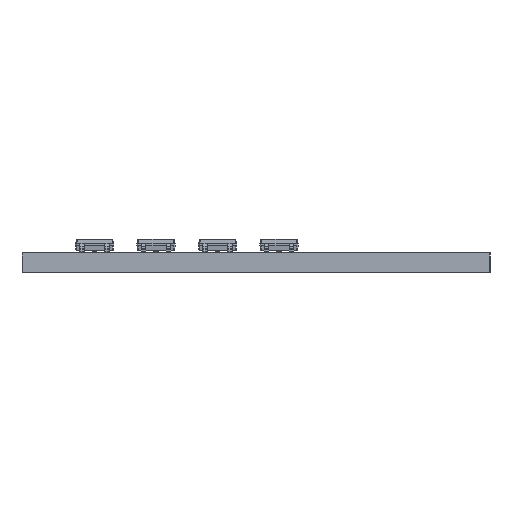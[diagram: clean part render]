
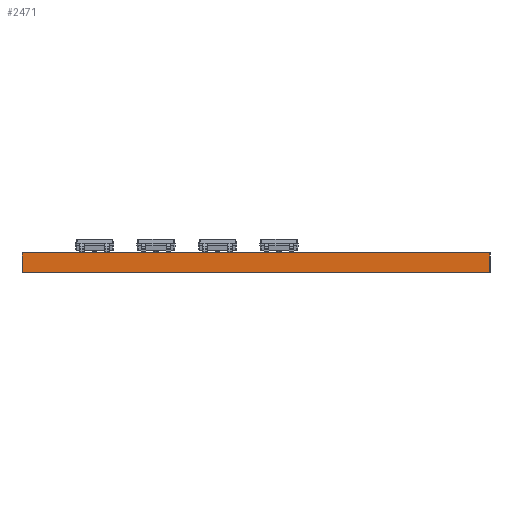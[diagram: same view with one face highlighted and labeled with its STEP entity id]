
A CAD part, left-side view. The second image highlights one B-rep face of the part: STEP entity #2471.
In plain terms, the highlighted planar face has unit normal (-1, 0, 0).
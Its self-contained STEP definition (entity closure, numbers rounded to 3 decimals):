
#2415 = VERTEX_POINT('',#2416);
#2416 = CARTESIAN_POINT('',(110.,-141.5,1.51));
#2422 = EDGE_CURVE('',#2423,#2415,#2425,.T.);
#2423 = VERTEX_POINT('',#2424);
#2424 = CARTESIAN_POINT('',(110.,-141.5,0.));
#2425 = LINE('',#2426,#2427);
#2426 = CARTESIAN_POINT('',(110.,-141.5,0.));
#2427 = VECTOR('',#2428,1.);
#2428 = DIRECTION('',(0.,0.,1.));
#2471 = ADVANCED_FACE('',(#2472),#2497,.T.);
#2472 = FACE_BOUND('',#2473,.T.);
#2473 = EDGE_LOOP('',(#2474,#2475,#2483,#2491));
#2474 = ORIENTED_EDGE('',*,*,#2422,.T.);
#2475 = ORIENTED_EDGE('',*,*,#2476,.T.);
#2476 = EDGE_CURVE('',#2415,#2477,#2479,.T.);
#2477 = VERTEX_POINT('',#2478);
#2478 = CARTESIAN_POINT('',(110.,-106.,1.51));
#2479 = LINE('',#2480,#2481);
#2480 = CARTESIAN_POINT('',(110.,-141.5,1.51));
#2481 = VECTOR('',#2482,1.);
#2482 = DIRECTION('',(0.,1.,0.));
#2483 = ORIENTED_EDGE('',*,*,#2484,.F.);
#2484 = EDGE_CURVE('',#2485,#2477,#2487,.T.);
#2485 = VERTEX_POINT('',#2486);
#2486 = CARTESIAN_POINT('',(110.,-106.,0.));
#2487 = LINE('',#2488,#2489);
#2488 = CARTESIAN_POINT('',(110.,-106.,0.));
#2489 = VECTOR('',#2490,1.);
#2490 = DIRECTION('',(0.,0.,1.));
#2491 = ORIENTED_EDGE('',*,*,#2492,.F.);
#2492 = EDGE_CURVE('',#2423,#2485,#2493,.T.);
#2493 = LINE('',#2494,#2495);
#2494 = CARTESIAN_POINT('',(110.,-141.5,0.));
#2495 = VECTOR('',#2496,1.);
#2496 = DIRECTION('',(0.,1.,0.));
#2497 = PLANE('',#2498);
#2498 = AXIS2_PLACEMENT_3D('',#2499,#2500,#2501);
#2499 = CARTESIAN_POINT('',(110.,-141.5,0.));
#2500 = DIRECTION('',(-1.,0.,0.));
#2501 = DIRECTION('',(0.,1.,0.));
